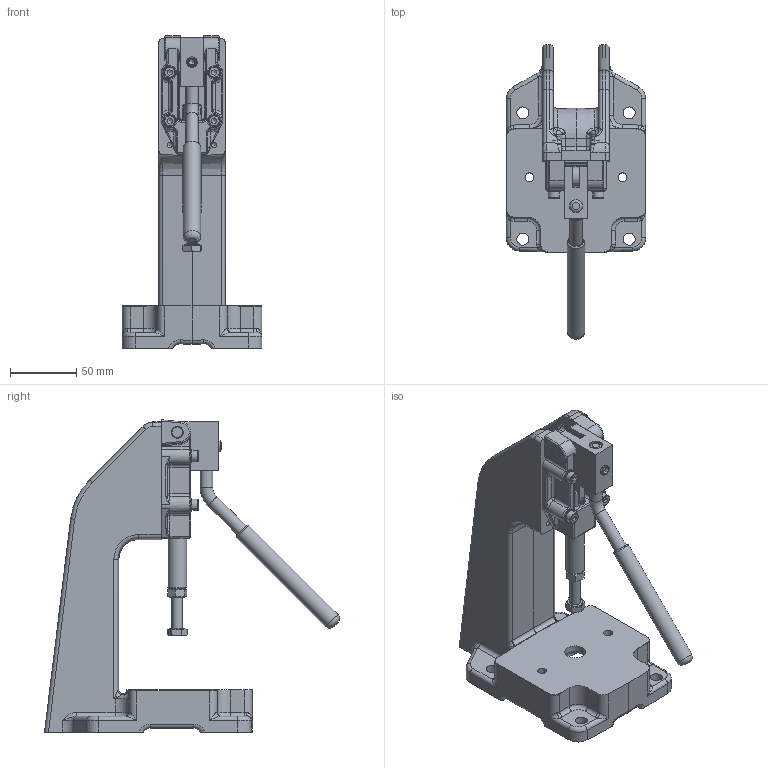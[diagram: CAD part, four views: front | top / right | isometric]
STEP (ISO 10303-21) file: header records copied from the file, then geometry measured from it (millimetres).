
FILE_DESCRIPTION(/* description */ (''),/* implementation_level */ '2;1');
FILE_NAME(/* name */ 'PR95.stp',/* time_stamp */ '2022-07-05T09:02:34+01:00',/* author */ ('Sandfield Engineering'),/* organization */ ('Sandfield Engineering'),/* preprocessor_version */ 'ST-DEVELOPER v18.1',/* originating_system */ 'Autodesk Inventor 2021',/* authorisation */ '');
FILE_SCHEMA (('AUTOMOTIVE_DESIGN { 1 0 10303 214 3 1 1 }'));
Length unit declared in the file: millimetre
Products named in the file (9): PR95; PR95_1; PR95_1_1; PR95_2; PR95_3; PR95_4; PR95_5; PR95_6; PR95_7
Assembly tree (8 placements, depth 2):
  PR95
    PR95_1
    PR95_1_1
    PR95_2
    PR95_3
    PR95_4
    PR95_5
    PR95_6
    PR95_7
Bounding box: 105 x 222.16 x 235.3 mm (x, y, z)
Volume: 498763.9 mm3; surface area: 151270.6 mm2
Topology: 8 solids, 8 shells, 918 faces, 2338 edges, 1438 vertices
Faces by surface type: cylinder 366, plane 264, bspline 131, torus 76, cone 47, sphere 34
Full cylindrical faces by diameter (mm): 4.134 x10, 5 x4, 5.3 x4, 5.5 x4, 6 x6, 6.647 x29, 8 x36, 8.5 x4, 9 x4, 9.525 x2, 9.7 x1, 10 x4, 11.63 x1, 13 x1, 14 x2, 15.5 x1
Entity records: 40339 total; most frequent: CARTESIAN_POINT 17509, ORIENTED_EDGE 4586, DIRECTION 4511, EDGE_CURVE 2293, AXIS2_PLACEMENT_3D 1810, VERTEX_POINT 1438, EDGE_LOOP 997, FACE_OUTER_BOUND 918
